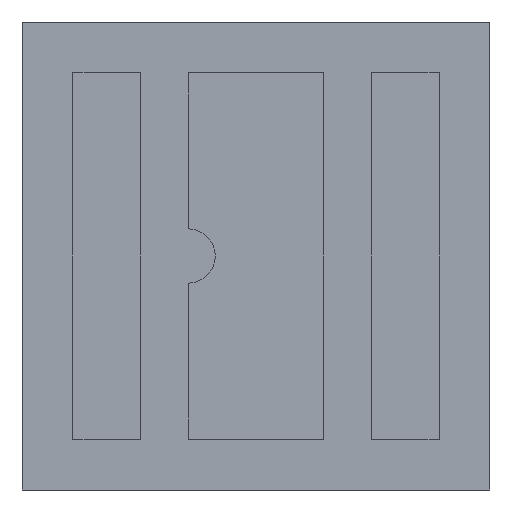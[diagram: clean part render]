
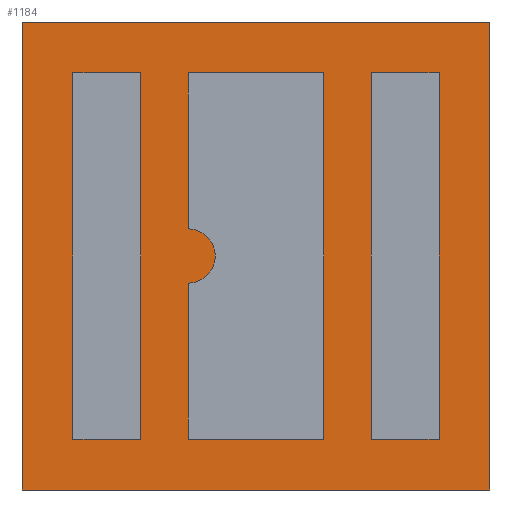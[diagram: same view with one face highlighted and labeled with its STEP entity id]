
A CAD part, front view. The second image highlights one B-rep face of the part: STEP entity #1184.
In plain terms, the highlighted planar face has unit normal (0, -1, 0).
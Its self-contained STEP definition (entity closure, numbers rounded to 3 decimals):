
#15 = ORIENTED_EDGE ( 'NONE', *, *, #1890, .T. ) ;
#35 = CIRCLE ( 'NONE', #810, 0.034 ) ;
#71 = VECTOR ( 'NONE', #1439, 1000. ) ;
#82 = AXIS2_PLACEMENT_3D ( 'NONE', #1865, #2270, #1632 ) ;
#102 = DIRECTION ( 'NONE',  ( 0., 1., 0. ) ) ;
#106 = AXIS2_PLACEMENT_3D ( 'NONE', #297, #1143, #2558 ) ;
#107 = DIRECTION ( 'NONE',  ( 0., -1., 0. ) ) ;
#112 = VECTOR ( 'NONE', #1746, 1000. ) ;
#159 = CIRCLE ( 'NONE', #106, 0.034 ) ;
#171 = VERTEX_POINT ( 'NONE', #1779 ) ;
#182 = AXIS2_PLACEMENT_3D ( 'NONE', #1385, #107, #2388 ) ;
#197 = FACE_BOUND ( 'NONE', #2371, .T. ) ;
#200 = AXIS2_PLACEMENT_3D ( 'NONE', #285, #723, #2564 ) ;
#218 = CIRCLE ( 'NONE', #182, 0.034 ) ;
#246 = ORIENTED_EDGE ( 'NONE', *, *, #2616, .F. ) ;
#248 = DIRECTION ( 'NONE',  ( 1., 0., 0. ) ) ;
#279 = EDGE_CURVE ( 'NONE', #171, #1992, #731, .T. ) ;
#285 = CARTESIAN_POINT ( 'NONE',  ( -1.1, 0.065, -1. ) ) ;
#297 = CARTESIAN_POINT ( 'NONE',  ( -1.1, 0.065, -1. ) ) ;
#302 = CARTESIAN_POINT ( 'NONE',  ( -1.725, 0.065, 1.725 ) ) ;
#314 = CIRCLE ( 'NONE', #943, 0.034 ) ;
#350 = VERTEX_POINT ( 'NONE', #2666 ) ;
#374 = DIRECTION ( 'NONE',  ( 1., 0., 0. ) ) ;
#459 = ORIENTED_EDGE ( 'NONE', *, *, #1546, .T. ) ;
#538 = DIRECTION ( 'NONE',  ( 0., 0., -1. ) ) ;
#579 = CARTESIAN_POINT ( 'NONE',  ( 1.1, 0.065, 1. ) ) ;
#631 = LINE ( 'NONE', #977, #1309 ) ;
#693 = EDGE_CURVE ( 'NONE', #1933, #1804, #35, .T. ) ;
#723 = DIRECTION ( 'NONE',  ( 0., -1., 0. ) ) ;
#731 = LINE ( 'NONE', #1220, #71 ) ;
#741 = DIRECTION ( 'NONE',  ( 1., 0., 0. ) ) ;
#755 = FACE_BOUND ( 'NONE', #2272, .T. ) ;
#810 = AXIS2_PLACEMENT_3D ( 'NONE', #579, #1383, #2012 ) ;
#842 = EDGE_LOOP ( 'NONE', ( #1189, #2312, #459, #1323 ) ) ;
#852 = DIRECTION ( 'NONE',  ( 0., 1., 0. ) ) ;
#894 = DIRECTION ( 'NONE',  ( 0., -1., 0. ) ) ;
#899 = EDGE_CURVE ( 'NONE', #2361, #1911, #1155, .T. ) ;
#926 = CARTESIAN_POINT ( 'NONE',  ( -1.134, 0.065, 1. ) ) ;
#928 = CARTESIAN_POINT ( 'NONE',  ( -1.066, 0.065, 1. ) ) ;
#934 = CARTESIAN_POINT ( 'NONE',  ( 1.725, 0.065, 0. ) ) ;
#943 = AXIS2_PLACEMENT_3D ( 'NONE', #2040, #2213, #374 ) ;
#960 = AXIS2_PLACEMENT_3D ( 'NONE', #1524, #102, #741 ) ;
#977 = CARTESIAN_POINT ( 'NONE',  ( -1.725, 0.065, 0. ) ) ;
#1009 = DIRECTION ( 'NONE',  ( 1., 0., 0. ) ) ;
#1081 = AXIS2_PLACEMENT_3D ( 'NONE', #2454, #852, #1472 ) ;
#1091 = CIRCLE ( 'NONE', #1081, 0.034 ) ;
#1134 = VERTEX_POINT ( 'NONE', #2033 ) ;
#1143 = DIRECTION ( 'NONE',  ( 0., 1., 0. ) ) ;
#1146 = EDGE_CURVE ( 'NONE', #2181, #1292, #1091, .T. ) ;
#1155 = CIRCLE ( 'NONE', #2571, 0.034 ) ;
#1166 = ORIENTED_EDGE ( 'NONE', *, *, #1910, .F. ) ;
#1169 = CARTESIAN_POINT ( 'NONE',  ( -1.134, 0.065, -1. ) ) ;
#1174 = ORIENTED_EDGE ( 'NONE', *, *, #693, .T. ) ;
#1184 = ADVANCED_FACE ( 'NONE', ( #2105, #1248, #755, #197, #2640 ), #2231, .T. ) ;
#1189 = ORIENTED_EDGE ( 'NONE', *, *, #2414, .T. ) ;
#1196 = VECTOR ( 'NONE', #1009, 1000. ) ;
#1220 = CARTESIAN_POINT ( 'NONE',  ( 0., 0.065, 1.725 ) ) ;
#1248 = FACE_BOUND ( 'NONE', #2064, .T. ) ;
#1292 = VERTEX_POINT ( 'NONE', #2121 ) ;
#1309 = VECTOR ( 'NONE', #538, 1000. ) ;
#1323 = ORIENTED_EDGE ( 'NONE', *, *, #2648, .T. ) ;
#1330 = ORIENTED_EDGE ( 'NONE', *, *, #899, .F. ) ;
#1352 = ORIENTED_EDGE ( 'NONE', *, *, #1479, .T. ) ;
#1365 = CIRCLE ( 'NONE', #960, 0.034 ) ;
#1383 = DIRECTION ( 'NONE',  ( 0., 1., 0. ) ) ;
#1385 = CARTESIAN_POINT ( 'NONE',  ( 1.1, 0.065, -1. ) ) ;
#1439 = DIRECTION ( 'NONE',  ( -1., 0., 0. ) ) ;
#1465 = CIRCLE ( 'NONE', #200, 0.034 ) ;
#1472 = DIRECTION ( 'NONE',  ( 1., 0., 0. ) ) ;
#1479 = EDGE_CURVE ( 'NONE', #2532, #350, #159, .T. ) ;
#1524 = CARTESIAN_POINT ( 'NONE',  ( -1.1, 0.065, 1. ) ) ;
#1546 = EDGE_CURVE ( 'NONE', #1992, #1631, #631, .T. ) ;
#1551 = CARTESIAN_POINT ( 'NONE',  ( 1.066, 0.065, 1. ) ) ;
#1631 = VERTEX_POINT ( 'NONE', #2226 ) ;
#1632 = DIRECTION ( 'NONE',  ( -1., 0., 0. ) ) ;
#1656 = EDGE_LOOP ( 'NONE', ( #1166, #1352 ) ) ;
#1746 = DIRECTION ( 'NONE',  ( 0., 0., 1. ) ) ;
#1779 = CARTESIAN_POINT ( 'NONE',  ( 1.725, 0.065, 1.725 ) ) ;
#1785 = CARTESIAN_POINT ( 'NONE',  ( 0., 0.065, -1.725 ) ) ;
#1804 = VERTEX_POINT ( 'NONE', #1901 ) ;
#1864 = LINE ( 'NONE', #934, #112 ) ;
#1865 = CARTESIAN_POINT ( 'NONE',  ( 1.725, 0.065, 1.725 ) ) ;
#1890 = EDGE_CURVE ( 'NONE', #2361, #1911, #1365, .T. ) ;
#1901 = CARTESIAN_POINT ( 'NONE',  ( 1.134, 0.065, 1. ) ) ;
#1910 = EDGE_CURVE ( 'NONE', #2532, #350, #1465, .T. ) ;
#1911 = VERTEX_POINT ( 'NONE', #928 ) ;
#1933 = VERTEX_POINT ( 'NONE', #1551 ) ;
#1959 = ORIENTED_EDGE ( 'NONE', *, *, #1146, .T. ) ;
#1992 = VERTEX_POINT ( 'NONE', #302 ) ;
#2012 = DIRECTION ( 'NONE',  ( 1., 0., 0. ) ) ;
#2033 = CARTESIAN_POINT ( 'NONE',  ( 1.725, 0.065, -1.725 ) ) ;
#2040 = CARTESIAN_POINT ( 'NONE',  ( 1.1, 0.065, 1. ) ) ;
#2064 = EDGE_LOOP ( 'NONE', ( #2474, #1959 ) ) ;
#2105 = FACE_OUTER_BOUND ( 'NONE', #842, .T. ) ;
#2121 = CARTESIAN_POINT ( 'NONE',  ( 1.134, 0.065, -1. ) ) ;
#2181 = VERTEX_POINT ( 'NONE', #2460 ) ;
#2213 = DIRECTION ( 'NONE',  ( 0., -1., 0. ) ) ;
#2226 = CARTESIAN_POINT ( 'NONE',  ( -1.725, 0.065, -1.725 ) ) ;
#2231 = PLANE ( 'NONE',  #82 ) ;
#2270 = DIRECTION ( 'NONE',  ( 0., -1., 0. ) ) ;
#2272 = EDGE_LOOP ( 'NONE', ( #246, #1174 ) ) ;
#2301 = CARTESIAN_POINT ( 'NONE',  ( -1.1, 0.065, 1. ) ) ;
#2303 = LINE ( 'NONE', #1785, #1196 ) ;
#2312 = ORIENTED_EDGE ( 'NONE', *, *, #279, .T. ) ;
#2361 = VERTEX_POINT ( 'NONE', #926 ) ;
#2371 = EDGE_LOOP ( 'NONE', ( #1330, #15 ) ) ;
#2388 = DIRECTION ( 'NONE',  ( 1., 0., 0. ) ) ;
#2414 = EDGE_CURVE ( 'NONE', #1134, #171, #1864, .T. ) ;
#2454 = CARTESIAN_POINT ( 'NONE',  ( 1.1, 0.065, -1. ) ) ;
#2460 = CARTESIAN_POINT ( 'NONE',  ( 1.066, 0.065, -1. ) ) ;
#2474 = ORIENTED_EDGE ( 'NONE', *, *, #2552, .F. ) ;
#2532 = VERTEX_POINT ( 'NONE', #1169 ) ;
#2552 = EDGE_CURVE ( 'NONE', #2181, #1292, #218, .T. ) ;
#2558 = DIRECTION ( 'NONE',  ( 1., 0., 0. ) ) ;
#2564 = DIRECTION ( 'NONE',  ( 1., 0., 0. ) ) ;
#2571 = AXIS2_PLACEMENT_3D ( 'NONE', #2301, #894, #248 ) ;
#2616 = EDGE_CURVE ( 'NONE', #1933, #1804, #314, .T. ) ;
#2640 = FACE_BOUND ( 'NONE', #1656, .T. ) ;
#2648 = EDGE_CURVE ( 'NONE', #1631, #1134, #2303, .T. ) ;
#2666 = CARTESIAN_POINT ( 'NONE',  ( -1.066, 0.065, -1. ) ) ;
